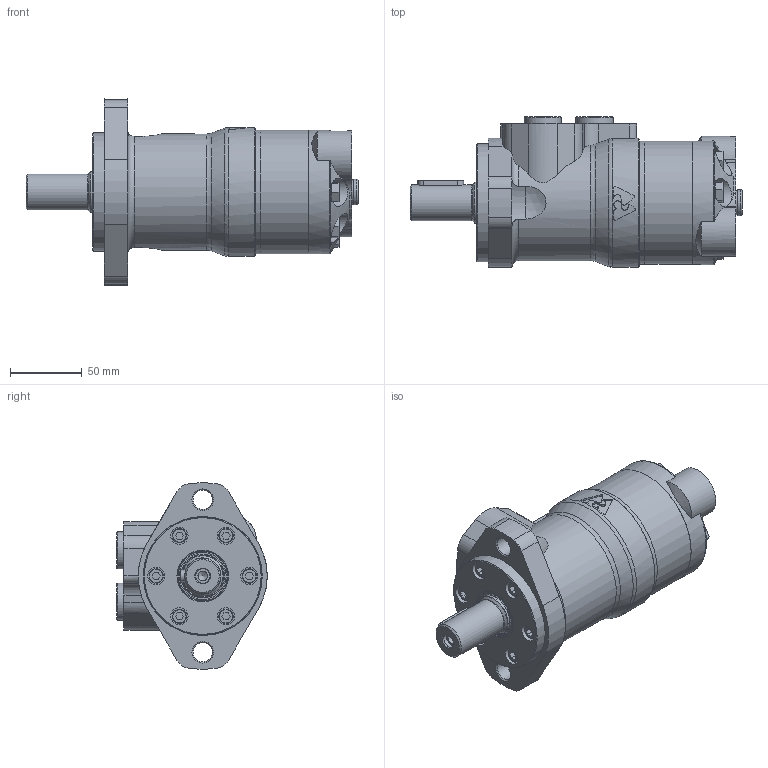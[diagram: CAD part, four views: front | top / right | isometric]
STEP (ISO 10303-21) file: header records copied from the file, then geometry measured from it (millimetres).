
FILE_DESCRIPTION( ( 'STEP AP214' ), '1' );
FILE_NAME( 'MPNE250CD.stp', '2019-11-12T08:24:39', ( '' ), ( '' ), ' ', 'PARTsolutions', ' ' );
FILE_SCHEMA( ( 'AUTOMOTIVE_DESIGN { 1 0 10303 214 1 1 1 1 }' ) );
Length unit declared in the file: millimetre
Products named in the file (7): MPNE250CD; _MPECBO; _MPCSH; _MPFMF; _MPVP; _MP250D; _MPE
Assembly tree (6 placements, depth 2):
  MPNE250CD
    _MPECBO
    _MPCSH
    _MPFMF
    _MPVP
    _MP250D
    _MPE
Bounding box: 231.63 x 105 x 129.82 mm (x, y, z)
Volume: 1109869.7 mm3; surface area: 140128.4 mm2
Topology: 6 solids, 6 shells, 393 faces, 928 edges, 594 vertices
Faces by surface type: plane 225, cylinder 111, cone 35, torus 20, sphere 2
Full cylindrical faces by diameter (mm): 2 x2, 6.647 x5, 7 x1, 10 x7, 11.9 x5, 12 x6, 13 x5, 13.35 x2, 15.5 x5, 17 x1, 18 x1, 18.631 x2, 25 x1, 26 x2, 28.56 x1, 29 x1, 32.6 x1, 35 x1, 82.3 x1, 82.5 x1, 82.55 x1, 86 x2, 90 x1
Entity records: 15195 total; most frequent: CARTESIAN_POINT 3317, DIRECTION 1797, ORIENTED_EDGE 1618, EDGE_CURVE 809, AXIS2_PLACEMENT_3D 691, VERTEX_POINT 583, EDGE_LOOP 544, FACE_OUTER_BOUND 461
